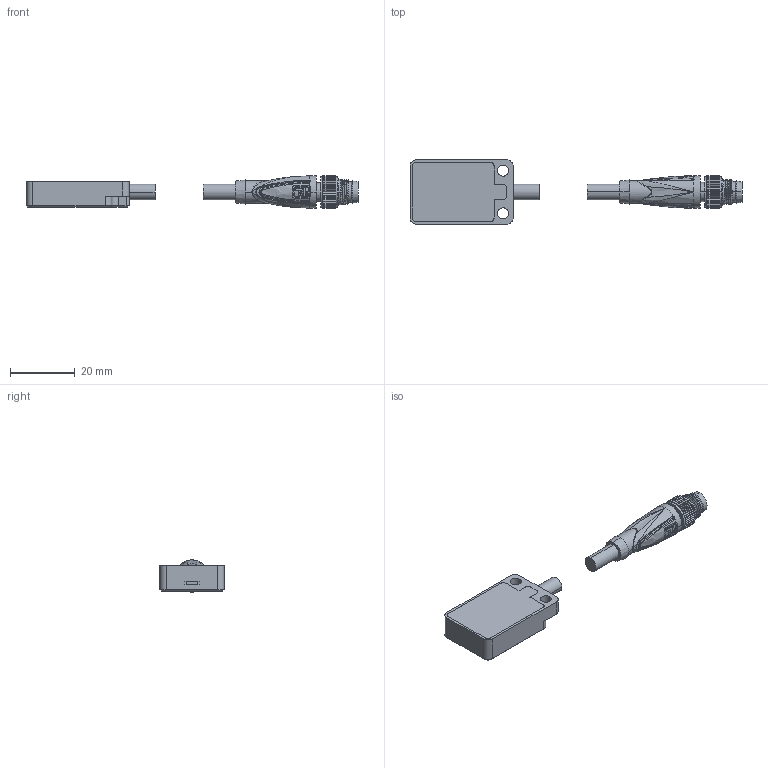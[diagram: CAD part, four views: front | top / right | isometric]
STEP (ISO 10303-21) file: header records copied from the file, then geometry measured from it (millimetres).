
FILE_DESCRIPTION((''),'2;1');
FILE_NAME('FLATPACK_DATA_V3_SW0001','2016-01-21T',('dburns'),(''),'PRO/ENGINEER BY PARAMETRIC TECHNOLOGY CORPORATION, 2015440','PRO/ENGINEER BY PARAMETRIC TECHNOLOGY CORPORATION, 2015440','');
FILE_SCHEMA(('CONFIG_CONTROL_DESIGN'));
Length unit declared in the file: inch
Products named in the file (1): FLATPACK_DATA_V3_SW0001
Bounding box: 102.89 x 20 x 10 mm (x, y, z)
Volume: 7087.6 mm3; surface area: 5454.2 mm2
Topology: 2 solids, 2 shells, 626 faces, 1539 edges, 930 vertices
Faces by surface type: plane 299, cylinder 161, bspline 110, cone 38, torus 12, sphere 6
Entity records: 25374 total; most frequent: CARTESIAN_POINT 11348, ORIENTED_EDGE 3066, DIRECTION 2754, EDGE_CURVE 1533, AXIS2_PLACEMENT_3D 1046, VERTEX_POINT 930, VECTOR 662, LINE 662
